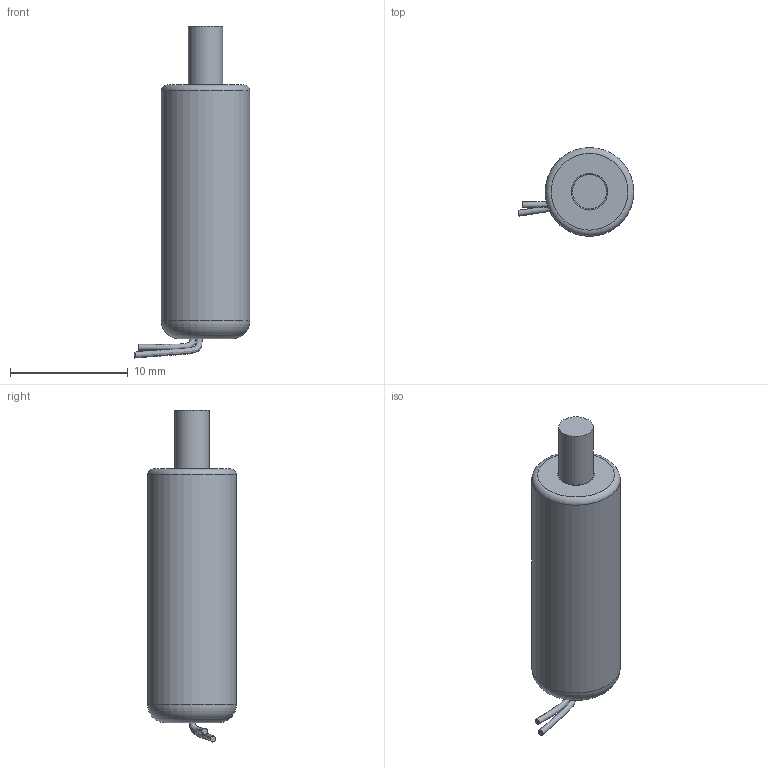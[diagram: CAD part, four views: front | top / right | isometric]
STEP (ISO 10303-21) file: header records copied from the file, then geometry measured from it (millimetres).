
FILE_DESCRIPTION(/* description */ (''),/* implementation_level */ '2;1');
FILE_NAME(/* name */ 'Coreless DC Motor.stp',/* time_stamp */ '2021-11-28T00:32:22+05:00',/* author */ ('DL-XE-01'),/* organization */ (''),/* preprocessor_version */ 'ST-DEVELOPER v18',/* originating_system */ 'Autodesk Inventor 2020',/* authorisation */ '');
FILE_SCHEMA (('AUTOMOTIVE_DESIGN { 1 0 10303 214 3 1 1 }'));
Length unit declared in the file: millimetre
Products named in the file (1): Motor
Bounding box: 9.79 x 7.5 x 28.14 mm (x, y, z)
Volume: 973.6 mm3; surface area: 677.9 mm2
Topology: 2 solids, 2 shells, 15 faces, 26 edges, 18 vertices
Faces by surface type: plane 7, torus 3, cylinder 3, bspline 2
Full cylindrical faces by diameter (mm): 2.9 x2, 7.5 x1
Entity records: 813 total; most frequent: CARTESIAN_POINT 416, DIRECTION 69, ORIENTED_EDGE 52, AXIS2_PLACEMENT_3D 33, EDGE_CURVE 26, CIRCLE 19, EDGE_LOOP 18, VERTEX_POINT 18
